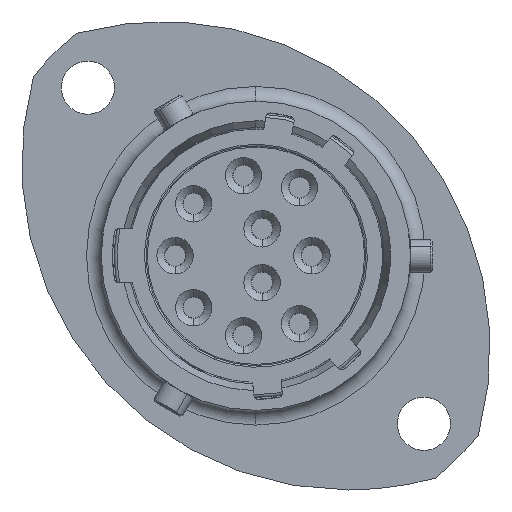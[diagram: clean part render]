
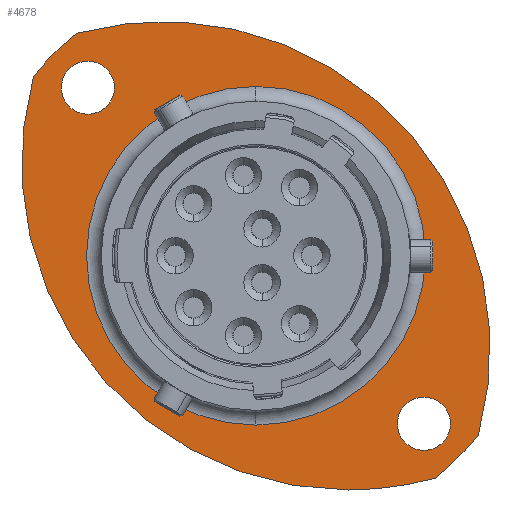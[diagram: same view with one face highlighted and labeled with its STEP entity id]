
A CAD part, left-side view. The second image highlights one B-rep face of the part: STEP entity #4678.
In plain terms, the highlighted planar face has unit normal (-1, 0, 0).
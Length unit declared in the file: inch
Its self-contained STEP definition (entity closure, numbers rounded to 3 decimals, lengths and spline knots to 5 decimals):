
#1 = AXIS2_PLACEMENT_3D ( 'NONE', #9476, #9477, #9478 ) ;
#324 = VERTEX_POINT ( 'NONE', #15023 ) ;
#327 = VERTEX_POINT ( 'NONE', #13503 ) ;
#328 = VERTEX_POINT ( 'NONE', #13504 ) ;
#333 = VERTEX_POINT ( 'NONE', #21482 ) ;
#433 = ORIENTED_EDGE ( 'NONE', *, *, #12138, .T. ) ;
#434 = ORIENTED_EDGE ( 'NONE', *, *, #10287, .T. ) ;
#435 = ORIENTED_EDGE ( 'NONE', *, *, #10255, .F. ) ;
#436 = ORIENTED_EDGE ( 'NONE', *, *, #12202, .F. ) ;
#437 = ORIENTED_EDGE ( 'NONE', *, *, #10272, .F. ) ;
#438 = ORIENTED_EDGE ( 'NONE', *, *, #12123, .F. ) ;
#439 = ORIENTED_EDGE ( 'NONE', *, *, #12117, .T. ) ;
#440 = ORIENTED_EDGE ( 'NONE', *, *, #10291, .T. ) ;
#441 = ORIENTED_EDGE ( 'NONE', *, *, #12204, .T. ) ;
#442 = ORIENTED_EDGE ( 'NONE', *, *, #12116, .T. ) ;
#443 = ORIENTED_EDGE ( 'NONE', *, *, #12135, .T. ) ;
#3952 = CARTESIAN_POINT ( 'NONE',  ( 0.44975, 0.52096, 0.42097 ) ) ;
#3953 = DIRECTION ( 'NONE',  ( -1., 0., 0. ) ) ;
#3954 = DIRECTION ( 'NONE',  ( 0., 0., -1. ) ) ;
#4014 = CARTESIAN_POINT ( 'NONE',  ( 0.44975, -0.28915, -0.38914 ) ) ;
#4015 = DIRECTION ( 'NONE',  ( -1., 0., 0. ) ) ;
#4016 = DIRECTION ( 'NONE',  ( 0., 0., -1. ) ) ;
#4080 = CARTESIAN_POINT ( 'NONE',  ( 0.44975, 0.11591, 0.01591 ) ) ;
#4081 = DIRECTION ( 'NONE',  ( 1., 0., 0. ) ) ;
#4082 = DIRECTION ( 'NONE',  ( 0., 0., -1. ) ) ;
#4094 = CARTESIAN_POINT ( 'NONE',  ( 0.44975, -0.1068, 0.23862 ) ) ;
#4095 = DIRECTION ( 'NONE',  ( -1., 0., 0. ) ) ;
#4096 = DIRECTION ( 'NONE',  ( 0., 0., -1. ) ) ;
#4678 = ADVANCED_FACE ( 'NONE', ( #9443, #9447, #9451, #9453 ), #9442, .F. ) ;
#5193 = CIRCLE ( 'NONE', #5216, 0.06398 ) ;
#5201 = CIRCLE ( 'NONE', #5204, 0.7874 ) ;
#5203 = CIRCLE ( 'NONE', #5206, 0.7874 ) ;
#5204 = AXIS2_PLACEMENT_3D ( 'NONE', #20894, #20895, #20896 ) ;
#5206 = AXIS2_PLACEMENT_3D ( 'NONE', #20899, #20900, #20901 ) ;
#5216 = AXIS2_PLACEMENT_3D ( 'NONE', #20915, #20916, #20917 ) ;
#5236 = CIRCLE ( 'NONE', #5238, 0.68898 ) ;
#5238 = AXIS2_PLACEMENT_3D ( 'NONE', #20953, #20954, #20955 ) ;
#5240 = CIRCLE ( 'NONE', #5243, 0.40827 ) ;
#5243 = AXIS2_PLACEMENT_3D ( 'NONE', #22585, #22586, #22587 ) ;
#5352 = CIRCLE ( 'NONE', #5355, 0.06398 ) ;
#5355 = AXIS2_PLACEMENT_3D ( 'NONE', #22761, #22762, #22763 ) ;
#5356 = CIRCLE ( 'NONE', #5359, 0.68898 ) ;
#5359 = AXIS2_PLACEMENT_3D ( 'NONE', #22771, #22772, #22773 ) ;
#9442 = PLANE ( 'NONE',  #1 ) ;
#9443 = FACE_BOUND ( 'NONE', #21752, .T. ) ;
#9447 = FACE_BOUND ( 'NONE', #21713, .T. ) ;
#9451 = FACE_BOUND ( 'NONE', #21785, .T. ) ;
#9453 = FACE_OUTER_BOUND ( 'NONE', #21812, .T. ) ;
#9476 = CARTESIAN_POINT ( 'NONE',  ( 0.44975, 0.48874, 0.01591 ) ) ;
#9477 = DIRECTION ( 'NONE',  ( 1., 0., 0. ) ) ;
#9478 = DIRECTION ( 'NONE',  ( 0., 0., -1. ) ) ;
#10255 = EDGE_CURVE ( 'NONE', #324, #12841, #16929, .T. ) ;
#10272 = EDGE_CURVE ( 'NONE', #12823, #333, #16952, .T. ) ;
#10287 = EDGE_CURVE ( 'NONE', #15087, #327, #16973, .T. ) ;
#10291 = EDGE_CURVE ( 'NONE', #12819, #328, #16978, .T. ) ;
#12116 = EDGE_CURVE ( 'NONE', #21110, #21113, #5201, .T. ) ;
#12117 = EDGE_CURVE ( 'NONE', #21127, #12819, #5203, .T. ) ;
#12123 = EDGE_CURVE ( 'NONE', #333, #12823, #5193, .T. ) ;
#12135 = EDGE_CURVE ( 'NONE', #21113, #21127, #5236, .T. ) ;
#12138 = EDGE_CURVE ( 'NONE', #327, #15087, #5240, .T. ) ;
#12202 = EDGE_CURVE ( 'NONE', #12841, #324, #5352, .T. ) ;
#12204 = EDGE_CURVE ( 'NONE', #328, #21110, #5356, .T. ) ;
#12819 = VERTEX_POINT ( 'NONE', #21598 ) ;
#12823 = VERTEX_POINT ( 'NONE', #21610 ) ;
#12841 = VERTEX_POINT ( 'NONE', #21660 ) ;
#13503 = CARTESIAN_POINT ( 'NONE',  ( 0.44975, 0.11591, -0.39236 ) ) ;
#13504 = CARTESIAN_POINT ( 'NONE',  ( 0.44975, -0.31675, -0.52027 ) ) ;
#15023 = CARTESIAN_POINT ( 'NONE',  ( 0.44975, 0.52096, 0.35699 ) ) ;
#15087 = VERTEX_POINT ( 'NONE', #19564 ) ;
#16929 = CIRCLE ( 'NONE', #16934, 0.06398 ) ;
#16934 = AXIS2_PLACEMENT_3D ( 'NONE', #3952, #3953, #3954 ) ;
#16952 = CIRCLE ( 'NONE', #16959, 0.06398 ) ;
#16959 = AXIS2_PLACEMENT_3D ( 'NONE', #4014, #4015, #4016 ) ;
#16973 = CIRCLE ( 'NONE', #16980, 0.40827 ) ;
#16978 = CIRCLE ( 'NONE', #16985, 0.7874 ) ;
#16980 = AXIS2_PLACEMENT_3D ( 'NONE', #4080, #4081, #4082 ) ;
#16985 = AXIS2_PLACEMENT_3D ( 'NONE', #4094, #4095, #4096 ) ;
#19564 = CARTESIAN_POINT ( 'NONE',  ( 0.44975, 0.11591, 0.42418 ) ) ;
#19885 = CARTESIAN_POINT ( 'NONE',  ( 0.44975, -0.42028, -0.41675 ) ) ;
#19888 = CARTESIAN_POINT ( 'NONE',  ( 0.44975, 0.54857, 0.5521 ) ) ;
#19902 = CARTESIAN_POINT ( 'NONE',  ( 0.44975, 0.65209, 0.44857 ) ) ;
#20894 = CARTESIAN_POINT ( 'NONE',  ( 0.44975, 0.33862, -0.2068 ) ) ;
#20895 = DIRECTION ( 'NONE',  ( -1., 0., 0. ) ) ;
#20896 = DIRECTION ( 'NONE',  ( 0., 0., -1. ) ) ;
#20899 = CARTESIAN_POINT ( 'NONE',  ( 0.44975, -0.1068, 0.23862 ) ) ;
#20900 = DIRECTION ( 'NONE',  ( -1., 0., 0. ) ) ;
#20901 = DIRECTION ( 'NONE',  ( 0., 0., -1. ) ) ;
#20915 = CARTESIAN_POINT ( 'NONE',  ( 0.44975, -0.28915, -0.38914 ) ) ;
#20916 = DIRECTION ( 'NONE',  ( -1., 0., 0. ) ) ;
#20917 = DIRECTION ( 'NONE',  ( 0., 0., -1. ) ) ;
#20953 = CARTESIAN_POINT ( 'NONE',  ( 0.44975, 0.11591, 0.01591 ) ) ;
#20954 = DIRECTION ( 'NONE',  ( -1., 0., 0. ) ) ;
#20955 = DIRECTION ( 'NONE',  ( 0., 0., 1. ) ) ;
#21110 = VERTEX_POINT ( 'NONE', #19885 ) ;
#21113 = VERTEX_POINT ( 'NONE', #19888 ) ;
#21127 = VERTEX_POINT ( 'NONE', #19902 ) ;
#21482 = CARTESIAN_POINT ( 'NONE',  ( 0.44975, -0.28915, -0.32517 ) ) ;
#21598 = CARTESIAN_POINT ( 'NONE',  ( 0.44975, -0.1068, -0.54878 ) ) ;
#21610 = CARTESIAN_POINT ( 'NONE',  ( 0.44975, -0.28915, -0.45312 ) ) ;
#21660 = CARTESIAN_POINT ( 'NONE',  ( 0.44975, 0.52096, 0.48494 ) ) ;
#21713 = EDGE_LOOP ( 'NONE', ( #435, #436 ) ) ;
#21752 = EDGE_LOOP ( 'NONE', ( #433, #434 ) ) ;
#21785 = EDGE_LOOP ( 'NONE', ( #437, #438 ) ) ;
#21812 = EDGE_LOOP ( 'NONE', ( #439, #440, #441, #442, #443 ) ) ;
#22585 = CARTESIAN_POINT ( 'NONE',  ( 0.44975, 0.11591, 0.01591 ) ) ;
#22586 = DIRECTION ( 'NONE',  ( 1., 0., 0. ) ) ;
#22587 = DIRECTION ( 'NONE',  ( 0., 0., -1. ) ) ;
#22761 = CARTESIAN_POINT ( 'NONE',  ( 0.44975, 0.52096, 0.42097 ) ) ;
#22762 = DIRECTION ( 'NONE',  ( -1., 0., 0. ) ) ;
#22763 = DIRECTION ( 'NONE',  ( 0., 0., -1. ) ) ;
#22771 = CARTESIAN_POINT ( 'NONE',  ( 0.44975, 0.11591, 0.01591 ) ) ;
#22772 = DIRECTION ( 'NONE',  ( -1., 0., 0. ) ) ;
#22773 = DIRECTION ( 'NONE',  ( 0., 0., 1. ) ) ;
